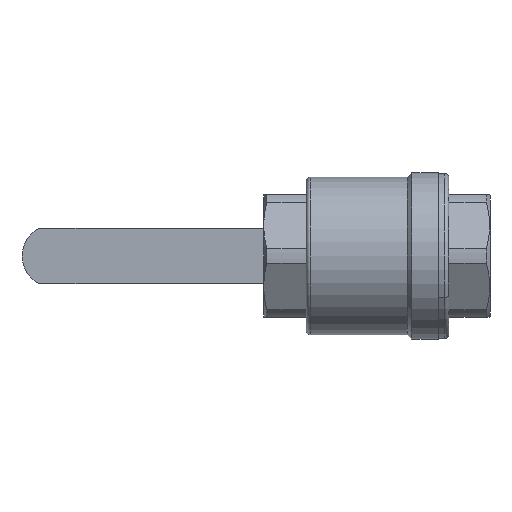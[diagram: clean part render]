
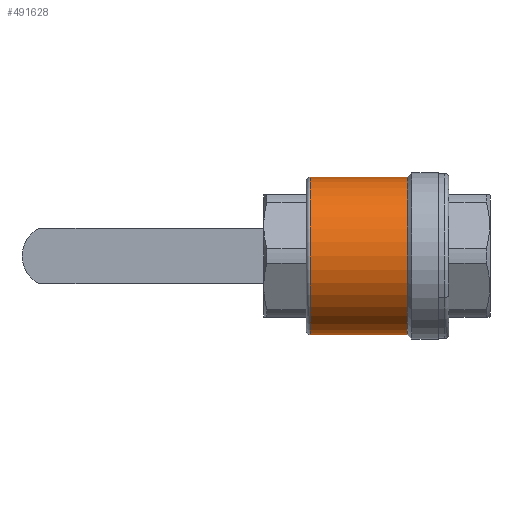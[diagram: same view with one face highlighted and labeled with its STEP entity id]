
A CAD part, front view. The second image highlights one B-rep face of the part: STEP entity #491628.
In plain terms, the highlighted cylindrical face has radius 42.4 mm (diameter 84.8 mm), a partial arc.
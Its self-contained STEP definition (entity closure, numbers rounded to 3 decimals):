
#134 = ORIENTED_EDGE ( 'NONE', *, *, #388682, .T. ) ;
#29922 = VECTOR ( 'NONE', #121222, 1000. ) ;
#36572 = CARTESIAN_POINT ( 'NONE',  ( 25., 0., 42.4 ) ) ;
#39340 = ORIENTED_EDGE ( 'NONE', *, *, #88556, .T. ) ;
#64746 = DIRECTION ( 'NONE',  ( 0., 0., 1. ) ) ;
#81469 = DIRECTION ( 'NONE',  ( -1., 0., 0. ) ) ;
#87435 = CARTESIAN_POINT ( 'NONE',  ( 77.5, 0., -42.4 ) ) ;
#88556 = EDGE_CURVE ( 'NONE', #261584, #200131, #174159, .T. ) ;
#100935 = CARTESIAN_POINT ( 'NONE',  ( 77.5, 0., 0. ) ) ;
#118605 = DIRECTION ( 'NONE',  ( 0., 0., -1. ) ) ;
#121161 = DIRECTION ( 'NONE',  ( 1., 0., 0. ) ) ;
#121222 = DIRECTION ( 'NONE',  ( -1., 0., 0. ) ) ;
#139355 = AXIS2_PLACEMENT_3D ( 'NONE', #156393, #81469, #476285 ) ;
#149811 = VERTEX_POINT ( 'NONE', #423069 ) ;
#156393 = CARTESIAN_POINT ( 'NONE',  ( 0., 0., 0. ) ) ;
#163662 = ORIENTED_EDGE ( 'NONE', *, *, #298881, .T. ) ;
#166499 = CIRCLE ( 'NONE', #273724, 42.4 ) ;
#171073 = AXIS2_PLACEMENT_3D ( 'NONE', #242401, #121161, #118605 ) ;
#174159 = LINE ( 'NONE', #251588, #423867 ) ;
#200131 = VERTEX_POINT ( 'NONE', #36572 ) ;
#210328 = DIRECTION ( 'NONE',  ( -1., 0., 0. ) ) ;
#219466 = EDGE_LOOP ( 'NONE', ( #400242, #163662, #39340, #134 ) ) ;
#242401 = CARTESIAN_POINT ( 'NONE',  ( 25., 0., 0. ) ) ;
#251588 = CARTESIAN_POINT ( 'NONE',  ( 0., 0., 42.4 ) ) ;
#261584 = VERTEX_POINT ( 'NONE', #405210 ) ;
#273724 = AXIS2_PLACEMENT_3D ( 'NONE', #100935, #457038, #64746 ) ;
#298881 = EDGE_CURVE ( 'NONE', #375645, #261584, #166499, .T. ) ;
#348423 = CARTESIAN_POINT ( 'NONE',  ( 0., 0., -42.4 ) ) ;
#375645 = VERTEX_POINT ( 'NONE', #87435 ) ;
#388682 = EDGE_CURVE ( 'NONE', #200131, #149811, #409796, .T. ) ;
#400242 = ORIENTED_EDGE ( 'NONE', *, *, #410069, .F. ) ;
#405210 = CARTESIAN_POINT ( 'NONE',  ( 77.5, 0., 42.4 ) ) ;
#409796 = CIRCLE ( 'NONE', #171073, 42.4 ) ;
#410069 = EDGE_CURVE ( 'NONE', #375645, #149811, #467090, .T. ) ;
#423069 = CARTESIAN_POINT ( 'NONE',  ( 25., 0., -42.4 ) ) ;
#423867 = VECTOR ( 'NONE', #210328, 1000. ) ;
#435051 = CYLINDRICAL_SURFACE ( 'NONE', #139355, 42.4 ) ;
#457038 = DIRECTION ( 'NONE',  ( -1., 0., 0. ) ) ;
#467090 = LINE ( 'NONE', #348423, #29922 ) ;
#473749 = FACE_OUTER_BOUND ( 'NONE', #219466, .T. ) ;
#476285 = DIRECTION ( 'NONE',  ( 0., 0., 1. ) ) ;
#491628 = ADVANCED_FACE ( 'NONE', ( #473749 ), #435051, .T. ) ;
